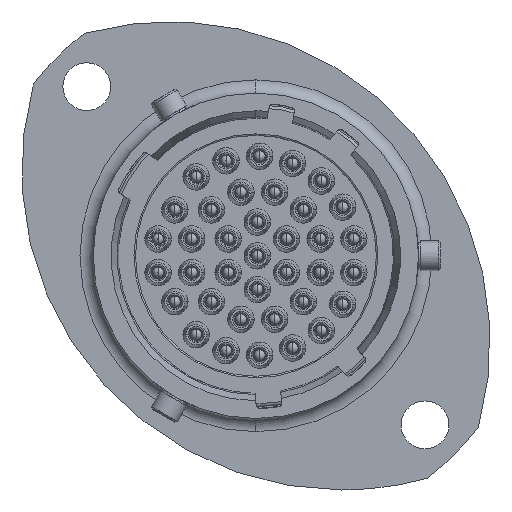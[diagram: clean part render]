
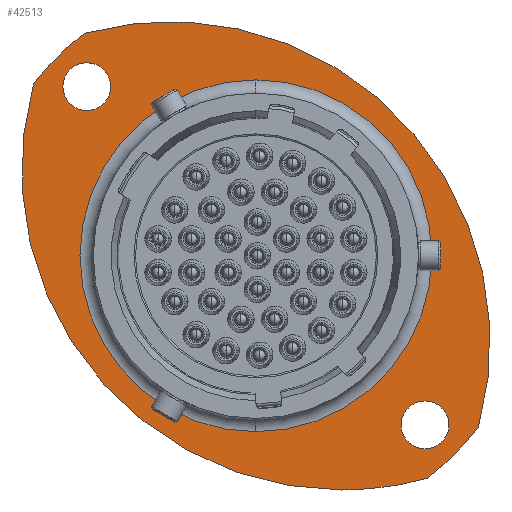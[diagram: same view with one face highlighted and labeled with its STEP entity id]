
A CAD part, left-side view. The second image highlights one B-rep face of the part: STEP entity #42513.
In plain terms, the highlighted planar face has unit normal (-1, 0, 0).
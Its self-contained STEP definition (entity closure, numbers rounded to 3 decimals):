
#34 = CARTESIAN_POINT ( 'NONE',  ( 15.98, -5.834, 5.834 ) ) ;
#293 = EDGE_CURVE ( 'NONE', #17747, #55019, #27906, .T. ) ;
#723 = CARTESIAN_POINT ( 'NONE',  ( 15.98, 0., 0. ) ) ;
#894 = ORIENTED_EDGE ( 'NONE', *, *, #19460, .T. ) ;
#977 = CARTESIAN_POINT ( 'NONE',  ( 15.98, 0., 0. ) ) ;
#1312 = EDGE_CURVE ( 'NONE', #18720, #53813, #14828, .T. ) ;
#1463 = ORIENTED_EDGE ( 'NONE', *, *, #15455, .T. ) ;
#1754 = DIRECTION ( 'NONE',  ( 1., 0., 0. ) ) ;
#2172 = VERTEX_POINT ( 'NONE', #16722 ) ;
#3354 = VERTEX_POINT ( 'NONE', #18521 ) ;
#3425 = VERTEX_POINT ( 'NONE', #56653 ) ;
#4596 = AXIS2_PLACEMENT_3D ( 'NONE', #12595, #45771, #17367 ) ;
#4644 = FACE_OUTER_BOUND ( 'NONE', #30255, .T. ) ;
#4784 = DIRECTION ( 'NONE',  ( 0., 0., -1. ) ) ;
#5310 = CIRCLE ( 'NONE', #28941, 21.75 ) ;
#5453 = DIRECTION ( 'NONE',  ( 0., 0., 1. ) ) ;
#5702 = DIRECTION ( 'NONE',  ( 0., 0., -1. ) ) ;
#5991 = EDGE_CURVE ( 'NONE', #24948, #16947, #5310, .T. ) ;
#7339 = CIRCLE ( 'NONE', #39193, 11.955 ) ;
#11993 = ORIENTED_EDGE ( 'NONE', *, *, #35816, .T. ) ;
#12434 = ORIENTED_EDGE ( 'NONE', *, *, #1312, .F. ) ;
#12595 = CARTESIAN_POINT ( 'NONE',  ( 15.98, -5.834, 5.834 ) ) ;
#12597 = ORIENTED_EDGE ( 'NONE', *, *, #5991, .T. ) ;
#12927 = DIRECTION ( 'NONE',  ( -1., 0., 0. ) ) ;
#13282 = CARTESIAN_POINT ( 'NONE',  ( 15.98, 11.49, 9.865 ) ) ;
#14048 = CARTESIAN_POINT ( 'NONE',  ( 15.98, -11.49, -11.49 ) ) ;
#14828 = CIRCLE ( 'NONE', #32858, 1.625 ) ;
#15455 = EDGE_CURVE ( 'NONE', #3354, #3425, #20431, .T. ) ;
#15664 = AXIS2_PLACEMENT_3D ( 'NONE', #48831, #20441, #53613 ) ;
#16643 = EDGE_CURVE ( 'NONE', #2172, #24948, #17171, .T. ) ;
#16722 = CARTESIAN_POINT ( 'NONE',  ( 15.98, 11.673, 15.118 ) ) ;
#16947 = VERTEX_POINT ( 'NONE', #51695 ) ;
#17020 = EDGE_LOOP ( 'NONE', ( #12434, #44603 ) ) ;
#17171 = CIRCLE ( 'NONE', #15664, 19.1 ) ;
#17258 = FACE_BOUND ( 'NONE', #46854, .T. ) ;
#17367 = DIRECTION ( 'NONE',  ( 0., 0., -1. ) ) ;
#17747 = VERTEX_POINT ( 'NONE', #20122 ) ;
#18521 = CARTESIAN_POINT ( 'NONE',  ( 15.98, -11.673, -15.118 ) ) ;
#18720 = VERTEX_POINT ( 'NONE', #13282 ) ;
#18811 = DIRECTION ( 'NONE',  ( 0., 0., -1. ) ) ;
#19460 = EDGE_CURVE ( 'NONE', #43978, #33015, #47612, .T. ) ;
#19843 = DIRECTION ( 'NONE',  ( 1., 0., 0. ) ) ;
#19922 = DIRECTION ( 'NONE',  ( -1., 0., 0. ) ) ;
#19935 = EDGE_LOOP ( 'NONE', ( #38261, #894 ) ) ;
#20122 = CARTESIAN_POINT ( 'NONE',  ( 15.98, -11.49, -13.115 ) ) ;
#20431 = CIRCLE ( 'NONE', #21109, 19.1 ) ;
#20441 = DIRECTION ( 'NONE',  ( -1., 0., 0. ) ) ;
#21104 = CIRCLE ( 'NONE', #38481, 21.75 ) ;
#21109 = AXIS2_PLACEMENT_3D ( 'NONE', #723, #33869, #5453 ) ;
#22750 = ORIENTED_EDGE ( 'NONE', *, *, #46843, .F. ) ;
#24698 = CARTESIAN_POINT ( 'NONE',  ( 15.98, 0., 11.955 ) ) ;
#24948 = VERTEX_POINT ( 'NONE', #25270 ) ;
#25270 = CARTESIAN_POINT ( 'NONE',  ( 15.98, 15.118, 11.673 ) ) ;
#27310 = CARTESIAN_POINT ( 'NONE',  ( 15.98, 11.49, 11.49 ) ) ;
#27731 = CARTESIAN_POINT ( 'NONE',  ( 15.98, -11.49, -11.49 ) ) ;
#27906 = CIRCLE ( 'NONE', #40331, 1.625 ) ;
#28941 = AXIS2_PLACEMENT_3D ( 'NONE', #34, #33174, #4784 ) ;
#30070 = CARTESIAN_POINT ( 'NONE',  ( 15.98, 11.055, 0. ) ) ;
#30255 = EDGE_LOOP ( 'NONE', ( #12597, #40733, #1463, #11993, #57453 ) ) ;
#30432 = AXIS2_PLACEMENT_3D ( 'NONE', #48230, #19843, #53003 ) ;
#31584 = CARTESIAN_POINT ( 'NONE',  ( 15.98, 0., -11.955 ) ) ;
#32078 = DIRECTION ( 'NONE',  ( 0., 0., -1. ) ) ;
#32201 = CARTESIAN_POINT ( 'NONE',  ( 15.98, -11.49, -9.865 ) ) ;
#32393 = CIRCLE ( 'NONE', #58363, 1.625 ) ;
#32516 = DIRECTION ( 'NONE',  ( 0., 0., -1. ) ) ;
#32858 = AXIS2_PLACEMENT_3D ( 'NONE', #41350, #12927, #46112 ) ;
#33015 = VERTEX_POINT ( 'NONE', #31584 ) ;
#33174 = DIRECTION ( 'NONE',  ( -1., 0., 0. ) ) ;
#33529 = EDGE_CURVE ( 'NONE', #53813, #18720, #55105, .T. ) ;
#33869 = DIRECTION ( 'NONE',  ( -1., 0., 0. ) ) ;
#34133 = DIRECTION ( 'NONE',  ( 1., 0., 0. ) ) ;
#34684 = PLANE ( 'NONE',  #60462 ) ;
#34886 = DIRECTION ( 'NONE',  ( 0., 0., -1. ) ) ;
#35816 = EDGE_CURVE ( 'NONE', #3425, #2172, #21104, .T. ) ;
#36341 = CARTESIAN_POINT ( 'NONE',  ( 15.98, 11.49, 13.115 ) ) ;
#38261 = ORIENTED_EDGE ( 'NONE', *, *, #43478, .T. ) ;
#38481 = AXIS2_PLACEMENT_3D ( 'NONE', #48308, #19922, #53078 ) ;
#39193 = AXIS2_PLACEMENT_3D ( 'NONE', #977, #34133, #5702 ) ;
#40331 = AXIS2_PLACEMENT_3D ( 'NONE', #27731, #60897, #32516 ) ;
#40733 = ORIENTED_EDGE ( 'NONE', *, *, #52283, .T. ) ;
#41350 = CARTESIAN_POINT ( 'NONE',  ( 15.98, 11.49, 11.49 ) ) ;
#42513 = ADVANCED_FACE ( 'NONE', ( #55084, #53607, #17258, #4644 ), #34684, .F. ) ;
#43478 = EDGE_CURVE ( 'NONE', #33015, #43978, #7339, .T. ) ;
#43978 = VERTEX_POINT ( 'NONE', #24698 ) ;
#44603 = ORIENTED_EDGE ( 'NONE', *, *, #33529, .F. ) ;
#45771 = DIRECTION ( 'NONE',  ( -1., 0., 0. ) ) ;
#46112 = DIRECTION ( 'NONE',  ( 0., 0., -1. ) ) ;
#46843 = EDGE_CURVE ( 'NONE', #55019, #17747, #32393, .T. ) ;
#46854 = EDGE_LOOP ( 'NONE', ( #49555, #22750 ) ) ;
#47198 = DIRECTION ( 'NONE',  ( -1., 0., 0. ) ) ;
#47612 = CIRCLE ( 'NONE', #30432, 11.955 ) ;
#48230 = CARTESIAN_POINT ( 'NONE',  ( 15.98, 0., 0. ) ) ;
#48308 = CARTESIAN_POINT ( 'NONE',  ( 15.98, 5.834, -5.834 ) ) ;
#48831 = CARTESIAN_POINT ( 'NONE',  ( 15.98, 0., 0. ) ) ;
#49555 = ORIENTED_EDGE ( 'NONE', *, *, #293, .F. ) ;
#50609 = CIRCLE ( 'NONE', #4596, 21.75 ) ;
#51695 = CARTESIAN_POINT ( 'NONE',  ( 15.98, -5.834, -15.916 ) ) ;
#52283 = EDGE_CURVE ( 'NONE', #16947, #3354, #50609, .T. ) ;
#53003 = DIRECTION ( 'NONE',  ( 0., 0., -1. ) ) ;
#53078 = DIRECTION ( 'NONE',  ( 0., 0., -1. ) ) ;
#53607 = FACE_BOUND ( 'NONE', #17020, .T. ) ;
#53613 = DIRECTION ( 'NONE',  ( 0., 0., 1. ) ) ;
#53723 = AXIS2_PLACEMENT_3D ( 'NONE', #27310, #60457, #32078 ) ;
#53813 = VERTEX_POINT ( 'NONE', #36341 ) ;
#55019 = VERTEX_POINT ( 'NONE', #32201 ) ;
#55084 = FACE_BOUND ( 'NONE', #19935, .T. ) ;
#55105 = CIRCLE ( 'NONE', #53723, 1.625 ) ;
#56653 = CARTESIAN_POINT ( 'NONE',  ( 15.98, -15.118, -11.673 ) ) ;
#57453 = ORIENTED_EDGE ( 'NONE', *, *, #16643, .T. ) ;
#58363 = AXIS2_PLACEMENT_3D ( 'NONE', #14048, #47198, #18811 ) ;
#60457 = DIRECTION ( 'NONE',  ( -1., 0., 0. ) ) ;
#60462 = AXIS2_PLACEMENT_3D ( 'NONE', #30070, #1754, #34886 ) ;
#60897 = DIRECTION ( 'NONE',  ( -1., 0., 0. ) ) ;
